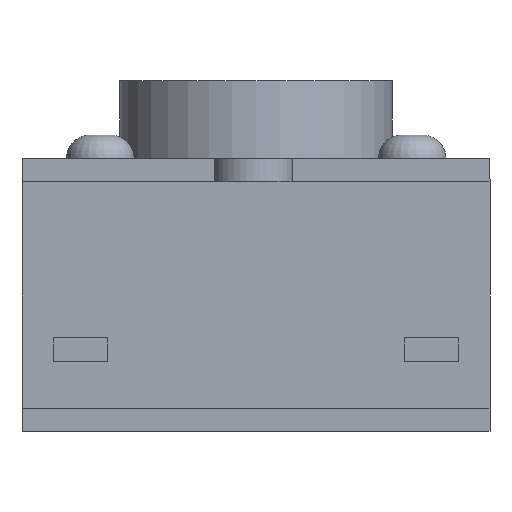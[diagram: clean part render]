
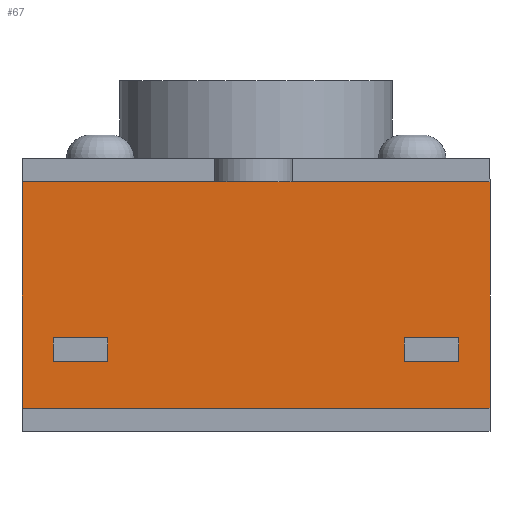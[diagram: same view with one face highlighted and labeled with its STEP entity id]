
A CAD part, front view. The second image highlights one B-rep face of the part: STEP entity #67.
In plain terms, the highlighted planar face has unit normal (0, -1, 0).
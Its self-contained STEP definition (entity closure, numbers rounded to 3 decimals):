
#32 = ORIENTED_EDGE ( 'NONE', *, *, #467, .F. ) ;
#53 = VERTEX_POINT ( 'NONE', #254 ) ;
#67 = ADVANCED_FACE ( 'NONE', ( #940 ), #506, .F. ) ;
#201 = ORIENTED_EDGE ( 'NONE', *, *, #1580, .T. ) ;
#254 = CARTESIAN_POINT ( 'NONE',  ( -3., 0., -0.3 ) ) ;
#280 = ORIENTED_EDGE ( 'NONE', *, *, #737, .T. ) ;
#296 = EDGE_CURVE ( 'NONE', #1182, #53, #1473, .T. ) ;
#335 = DIRECTION ( 'NONE',  ( 0., 0., 1. ) ) ;
#364 = VERTEX_POINT ( 'NONE', #698 ) ;
#391 = LINE ( 'NONE', #671, #677 ) ;
#456 = CARTESIAN_POINT ( 'NONE',  ( 3., 0., -3.2 ) ) ;
#467 = EDGE_CURVE ( 'NONE', #364, #1182, #1509, .T. ) ;
#506 = PLANE ( 'NONE',  #1149 ) ;
#595 = VECTOR ( 'NONE', #1000, 1000. ) ;
#671 = CARTESIAN_POINT ( 'NONE',  ( 3., 0., -0.3 ) ) ;
#677 = VECTOR ( 'NONE', #952, 1000. ) ;
#697 = CARTESIAN_POINT ( 'NONE',  ( -3., 0., -3.2 ) ) ;
#698 = CARTESIAN_POINT ( 'NONE',  ( 3., 0., -3.2 ) ) ;
#737 = EDGE_CURVE ( 'NONE', #1327, #53, #391, .T. ) ;
#779 = EDGE_LOOP ( 'NONE', ( #280, #1729, #32, #201 ) ) ;
#899 = CARTESIAN_POINT ( 'NONE',  ( -3., 0., -3.2 ) ) ;
#919 = VECTOR ( 'NONE', #335, 1000. ) ;
#940 = FACE_OUTER_BOUND ( 'NONE', #779, .T. ) ;
#952 = DIRECTION ( 'NONE',  ( -1., 0., 0. ) ) ;
#983 = CARTESIAN_POINT ( 'NONE',  ( 3., 0., -3.2 ) ) ;
#1000 = DIRECTION ( 'NONE',  ( -1., 0., 0. ) ) ;
#1122 = DIRECTION ( 'NONE',  ( 0., 0., 1. ) ) ;
#1137 = CARTESIAN_POINT ( 'NONE',  ( 3., 0., -0.3 ) ) ;
#1149 = AXIS2_PLACEMENT_3D ( 'NONE', #983, #1360, #1122 ) ;
#1182 = VERTEX_POINT ( 'NONE', #697 ) ;
#1204 = VECTOR ( 'NONE', #1585, 1000. ) ;
#1327 = VERTEX_POINT ( 'NONE', #1137 ) ;
#1360 = DIRECTION ( 'NONE',  ( 0., 1., 0. ) ) ;
#1380 = CARTESIAN_POINT ( 'NONE',  ( 3., 0., -3.2 ) ) ;
#1473 = LINE ( 'NONE', #899, #1204 ) ;
#1509 = LINE ( 'NONE', #1380, #595 ) ;
#1580 = EDGE_CURVE ( 'NONE', #364, #1327, #1640, .T. ) ;
#1585 = DIRECTION ( 'NONE',  ( 0., 0., 1. ) ) ;
#1640 = LINE ( 'NONE', #456, #919 ) ;
#1729 = ORIENTED_EDGE ( 'NONE', *, *, #296, .F. ) ;
